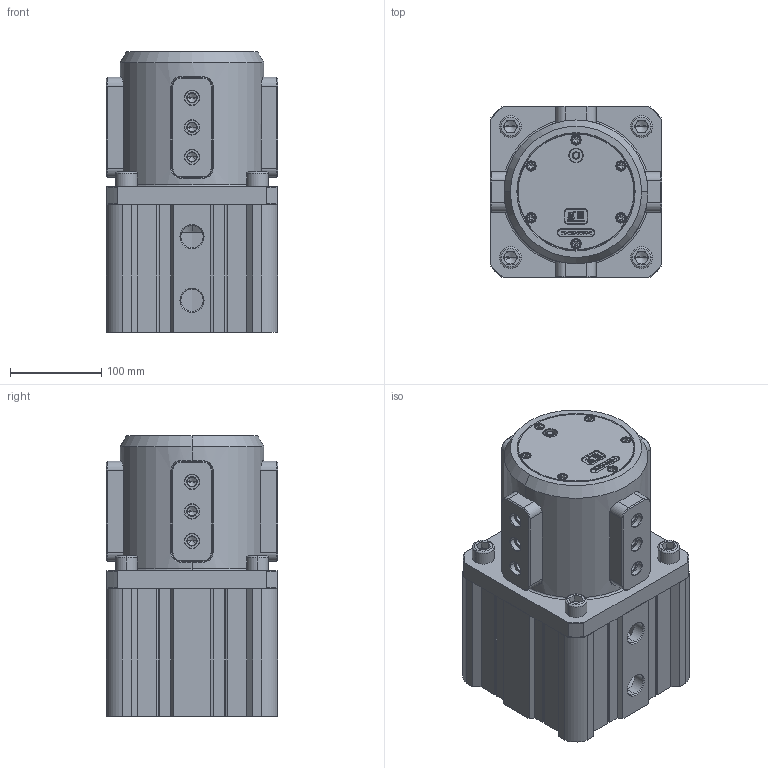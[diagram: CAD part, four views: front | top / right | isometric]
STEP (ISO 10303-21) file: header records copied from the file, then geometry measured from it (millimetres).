
FILE_DESCRIPTION (( 'STEP AP203' ), '1' );
FILE_NAME ('FY-HDJ-D160-1.STEP', '2025-10-30T06:52:39', ( 'User' ), ( 'Microsoft' ), 'SwSTEP 2.0', 'SolidWorks 2015', '' );
FILE_SCHEMA (( 'CONFIG_CONTROL_DESIGN' ));
Length unit declared in the file: millimetre
Products named in the file (12): FY-JGZ 125-1-SADLOGO; 本公司二维码-梵煜2; FY-HDJ-D160-1褲极; 陔遴LOGO齪郪磁; FY-HDJ-D160-1賑輸; FY-HDJ-D160-1; 160X50ァ詰极; hexagon socket head cap screws gb_GB_FASTENER_SCREWS_HSHCS M16X160-N; FY-HDJ-D160-1前盖; hexagon socket head cap screws gb_GB_FASTENER_SCREWS_HSHCS M6X16-N; 薦ьんM5
Assembly tree (22 placements, depth 3):
  FY-HDJ-D160-1
    FY-HDJ-D160-1褲极
    FY-HDJ-D160-1賑輸  x4
    160X50ァ詰极
    hexagon socket head cap screws gb_GB_FASTENER_SCREWS_HSHCS M16X160-N  x4
    FY-HDJ-D160-1前盖
    hexagon socket head cap screws gb_GB_FASTENER_SCREWS_HSHCS M6X16-N  x6
    薦ьんM5
    陔遴LOGO齪郪磁
      FY-JGZ 125-1-SADLOGO
      本公司二维码-梵煜2
    FY-HDJ-D160-1
Bounding box: 188.67 x 188.67 x 308 mm (x, y, z)
Volume: 6843813.9 mm3; surface area: 692831 mm2
Topology: 31 solids, 31 shells, 1686 faces, 4252 edges, 2694 vertices
Faces by surface type: plane 1040, cylinder 283, cone 223, bspline 112, torus 28
Entity records: 52723 total; most frequent: CARTESIAN_POINT 18851, ORIENTED_EDGE 6892, DIRECTION 6174, EDGE_CURVE 3446, LINE 2632, VECTOR 2632, VERTEX_POINT 2241, AXIS2_PLACEMENT_3D 1771
